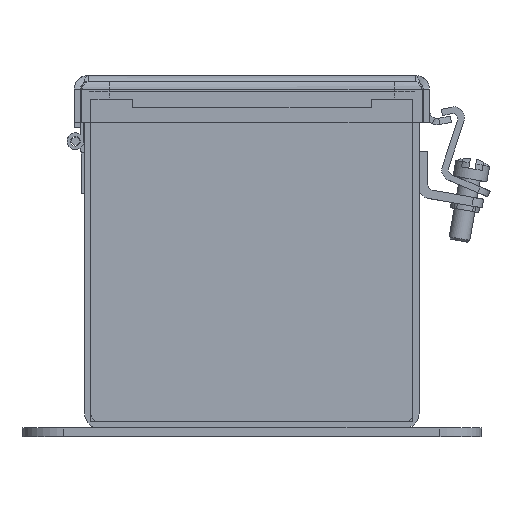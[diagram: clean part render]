
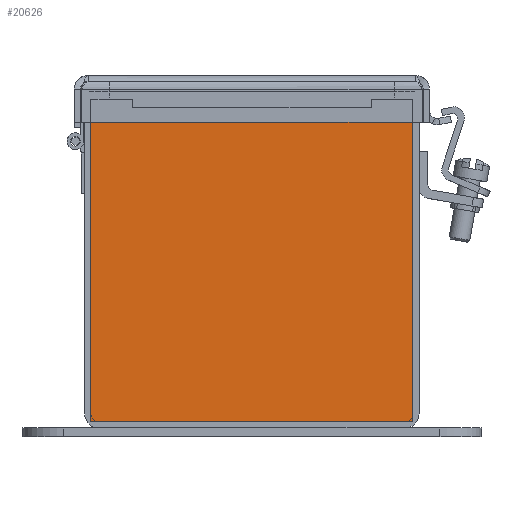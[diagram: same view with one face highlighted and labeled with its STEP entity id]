
A CAD part, left-side view. The second image highlights one B-rep face of the part: STEP entity #20626.
In plain terms, the highlighted planar face has unit normal (-1, 0, 0).
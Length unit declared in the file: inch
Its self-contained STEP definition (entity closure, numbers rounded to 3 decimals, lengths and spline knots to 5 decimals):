
#465 = VECTOR ( 'NONE', #22593, 39.37008 ) ;
#480 = EDGE_CURVE ( 'NONE', #14051, #35516, #37493, .T. ) ;
#816 = DIRECTION ( 'NONE',  ( 0., 1., 0. ) ) ;
#1830 = DIRECTION ( 'NONE',  ( 0., 0., -1. ) ) ;
#1910 = DIRECTION ( 'NONE',  ( 0., -1., 0. ) ) ;
#2846 = VERTEX_POINT ( 'NONE', #3682 ) ;
#2953 = LINE ( 'NONE', #42765, #41409 ) ;
#3682 = CARTESIAN_POINT ( 'NONE',  ( -24., -1.4277, 2.676 ) ) ;
#3903 = CARTESIAN_POINT ( 'NONE',  ( -24., 0., 0.75 ) ) ;
#4026 = DIRECTION ( 'NONE',  ( 0., 0., -1. ) ) ;
#4112 = CARTESIAN_POINT ( 'NONE',  ( -24., 0., 2.58225 ) ) ;
#4675 = VERTEX_POINT ( 'NONE', #29705 ) ;
#4696 = VECTOR ( 'NONE', #4026, 39.37008 ) ;
#6108 = VECTOR ( 'NONE', #42728, 39.37008 ) ;
#6203 = CARTESIAN_POINT ( 'NONE',  ( -24., -1.4275, 2.58205 ) ) ;
#6554 = VERTEX_POINT ( 'NONE', #27084 ) ;
#7483 = EDGE_CURVE ( 'NONE', #6554, #35516, #20829, .T. ) ;
#8056 = CARTESIAN_POINT ( 'NONE',  ( -24., -1.4277, 0.75 ) ) ;
#8793 = CARTESIAN_POINT ( 'NONE',  ( -24., 1.4277, 0.75 ) ) ;
#9073 = CARTESIAN_POINT ( 'NONE',  ( -24., -1.926, 2.676 ) ) ;
#9258 = ORIENTED_EDGE ( 'NONE', *, *, #27628, .T. ) ;
#9311 = LINE ( 'NONE', #16060, #465 ) ;
#9734 = VERTEX_POINT ( 'NONE', #6203 ) ;
#9969 = DIRECTION ( 'NONE',  ( 0., -1., 0. ) ) ;
#10817 = DIRECTION ( 'NONE',  ( 1., 0., 0. ) ) ;
#10877 = VECTOR ( 'NONE', #12484, 39.37008 ) ;
#11597 = EDGE_CURVE ( 'NONE', #28299, #4675, #9311, .T. ) ;
#11697 = LINE ( 'NONE', #15831, #32703 ) ;
#12219 = LINE ( 'NONE', #14835, #26901 ) ;
#12484 = DIRECTION ( 'NONE',  ( 0., 0., 1. ) ) ;
#12946 = AXIS2_PLACEMENT_3D ( 'NONE', #3903, #10817, #816 ) ;
#14051 = VERTEX_POINT ( 'NONE', #28648 ) ;
#14081 = VERTEX_POINT ( 'NONE', #15583 ) ;
#14423 = ORIENTED_EDGE ( 'NONE', *, *, #29108, .F. ) ;
#14792 = VERTEX_POINT ( 'NONE', #9073 ) ;
#14835 = CARTESIAN_POINT ( 'NONE',  ( -24., 0., 2.676 ) ) ;
#15583 = CARTESIAN_POINT ( 'NONE',  ( -24., 1.926, 2.676 ) ) ;
#15831 = CARTESIAN_POINT ( 'NONE',  ( -24., 0., 2.676 ) ) ;
#16060 = CARTESIAN_POINT ( 'NONE',  ( -24., 0., -1.176 ) ) ;
#17085 = CARTESIAN_POINT ( 'NONE',  ( -24., 1.4275, 2.676 ) ) ;
#17249 = VECTOR ( 'NONE', #41642, 39.37008 ) ;
#17752 = EDGE_CURVE ( 'NONE', #2846, #14792, #11697, .T. ) ;
#17860 = CARTESIAN_POINT ( 'NONE',  ( -24., 1.926, 0.75 ) ) ;
#18324 = ORIENTED_EDGE ( 'NONE', *, *, #7483, .F. ) ;
#19819 = LINE ( 'NONE', #17860, #41759 ) ;
#19910 = VERTEX_POINT ( 'NONE', #28683 ) ;
#20296 = LINE ( 'NONE', #29432, #6108 ) ;
#20602 = EDGE_CURVE ( 'NONE', #40251, #34931, #23257, .T. ) ;
#20626 = ADVANCED_FACE ( 'NONE', ( #24109 ), #23695, .F. ) ;
#20696 = EDGE_CURVE ( 'NONE', #9734, #34931, #29015, .T. ) ;
#20703 = ORIENTED_EDGE ( 'NONE', *, *, #20602, .F. ) ;
#20829 = LINE ( 'NONE', #8793, #31203 ) ;
#20948 = ORIENTED_EDGE ( 'NONE', *, *, #21104, .F. ) ;
#21104 = EDGE_CURVE ( 'NONE', #14081, #6554, #12219, .T. ) ;
#22453 = ORIENTED_EDGE ( 'NONE', *, *, #11597, .F. ) ;
#22593 = DIRECTION ( 'NONE',  ( 0., 1., 0. ) ) ;
#23170 = ORIENTED_EDGE ( 'NONE', *, *, #480, .T. ) ;
#23257 = LINE ( 'NONE', #4112, #40049 ) ;
#23380 = DIRECTION ( 'NONE',  ( 0., 1., 0. ) ) ;
#23695 = PLANE ( 'NONE',  #12946 ) ;
#24109 = FACE_OUTER_BOUND ( 'NONE', #25842, .T. ) ;
#25168 = CARTESIAN_POINT ( 'NONE',  ( -24., 1.4275, 2.58225 ) ) ;
#25264 = CARTESIAN_POINT ( 'NONE',  ( -24., -1.4275, 2.58225 ) ) ;
#25612 = EDGE_CURVE ( 'NONE', #19910, #2846, #35025, .T. ) ;
#25773 = CARTESIAN_POINT ( 'NONE',  ( -24., -1.4275, 2.58205 ) ) ;
#25842 = EDGE_LOOP ( 'NONE', ( #34590, #29792, #20703, #9258, #23170, #18324, #20948, #25942, #22453, #14423, #33853, #35019 ) ) ;
#25942 = ORIENTED_EDGE ( 'NONE', *, *, #35819, .F. ) ;
#26901 = VECTOR ( 'NONE', #28136, 39.37008 ) ;
#27084 = CARTESIAN_POINT ( 'NONE',  ( -24., 1.4277, 2.676 ) ) ;
#27628 = EDGE_CURVE ( 'NONE', #40251, #14051, #40145, .T. ) ;
#28136 = DIRECTION ( 'NONE',  ( 0., -1., 0. ) ) ;
#28299 = VERTEX_POINT ( 'NONE', #37744 ) ;
#28648 = CARTESIAN_POINT ( 'NONE',  ( -24., 1.4275, 2.58205 ) ) ;
#28682 = VECTOR ( 'NONE', #31953, 39.37008 ) ;
#28683 = CARTESIAN_POINT ( 'NONE',  ( -24., -1.4277, 2.58205 ) ) ;
#29015 = LINE ( 'NONE', #25773, #10877 ) ;
#29108 = EDGE_CURVE ( 'NONE', #14792, #28299, #20296, .T. ) ;
#29432 = CARTESIAN_POINT ( 'NONE',  ( -24., -1.926, 0.75 ) ) ;
#29705 = CARTESIAN_POINT ( 'NONE',  ( -24., 1.926, -1.176 ) ) ;
#29792 = ORIENTED_EDGE ( 'NONE', *, *, #20696, .T. ) ;
#30990 = CARTESIAN_POINT ( 'NONE',  ( -24., 1.4277, 2.58205 ) ) ;
#31203 = VECTOR ( 'NONE', #1830, 39.37008 ) ;
#31953 = DIRECTION ( 'NONE',  ( 0., 0., 1. ) ) ;
#32703 = VECTOR ( 'NONE', #1910, 39.37008 ) ;
#33613 = EDGE_CURVE ( 'NONE', #19910, #9734, #2953, .T. ) ;
#33853 = ORIENTED_EDGE ( 'NONE', *, *, #17752, .F. ) ;
#34590 = ORIENTED_EDGE ( 'NONE', *, *, #33613, .T. ) ;
#34851 = CARTESIAN_POINT ( 'NONE',  ( -24., 1.4275, 2.58205 ) ) ;
#34931 = VERTEX_POINT ( 'NONE', #25264 ) ;
#35019 = ORIENTED_EDGE ( 'NONE', *, *, #25612, .F. ) ;
#35025 = LINE ( 'NONE', #8056, #28682 ) ;
#35516 = VERTEX_POINT ( 'NONE', #30990 ) ;
#35819 = EDGE_CURVE ( 'NONE', #4675, #14081, #19819, .T. ) ;
#37493 = LINE ( 'NONE', #34851, #17249 ) ;
#37744 = CARTESIAN_POINT ( 'NONE',  ( -24., -1.926, -1.176 ) ) ;
#40049 = VECTOR ( 'NONE', #9969, 39.37008 ) ;
#40145 = LINE ( 'NONE', #17085, #4696 ) ;
#40251 = VERTEX_POINT ( 'NONE', #25168 ) ;
#41364 = DIRECTION ( 'NONE',  ( 0., 0., 1. ) ) ;
#41409 = VECTOR ( 'NONE', #23380, 39.37008 ) ;
#41642 = DIRECTION ( 'NONE',  ( 0., 1., 0. ) ) ;
#41759 = VECTOR ( 'NONE', #41364, 39.37008 ) ;
#42728 = DIRECTION ( 'NONE',  ( 0., 0., -1. ) ) ;
#42765 = CARTESIAN_POINT ( 'NONE',  ( -24., -1.4277, 2.58205 ) ) ;
